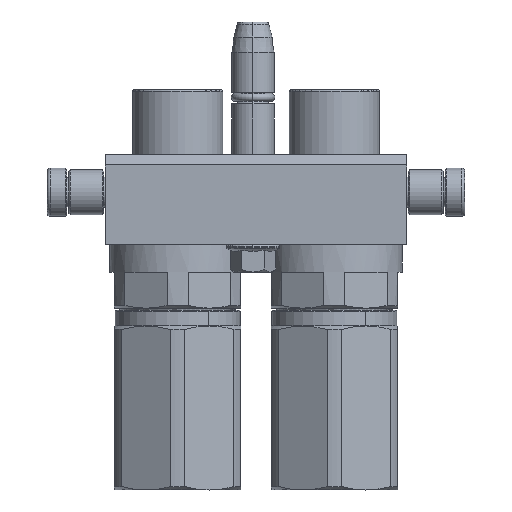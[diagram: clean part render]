
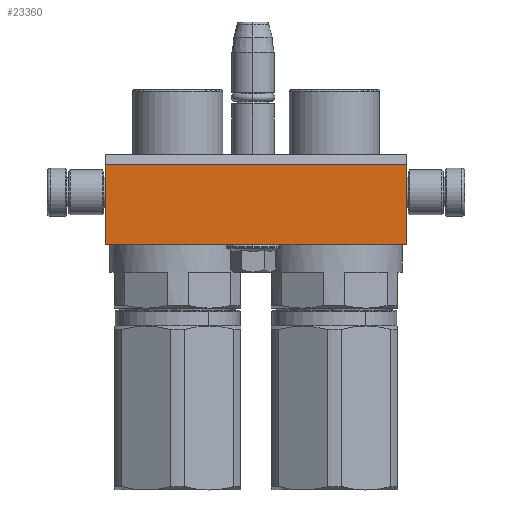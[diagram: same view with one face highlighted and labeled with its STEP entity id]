
A CAD part, left-side view. The second image highlights one B-rep face of the part: STEP entity #23360.
In plain terms, the highlighted face is planar.
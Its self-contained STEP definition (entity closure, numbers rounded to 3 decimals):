
#1108 = EDGE_CURVE ( 'NONE', #28928, #29333, #15882, .T. ) ;
#1722 = EDGE_CURVE ( 'NONE', #29333, #27446, #14322, .T. ) ;
#1741 = CARTESIAN_POINT ( 'NONE',  ( -50., 11.536, 56. ) ) ;
#3169 = ORIENTED_EDGE ( 'NONE', *, *, #1108, .F. ) ;
#3198 = EDGE_CURVE ( 'NONE', #5981, #27446, #21587, .T. ) ;
#4528 = VECTOR ( 'NONE', #37344, 1000. ) ;
#5981 = VERTEX_POINT ( 'NONE', #39956 ) ;
#6691 = CARTESIAN_POINT ( 'NONE',  ( 50., 11.536, 56. ) ) ;
#9778 = ORIENTED_EDGE ( 'NONE', *, *, #3198, .T. ) ;
#11878 = EDGE_LOOP ( 'NONE', ( #3169, #28332, #9778, #37745 ) ) ;
#11898 = CARTESIAN_POINT ( 'NONE',  ( -50., -15., 56. ) ) ;
#13519 = DIRECTION ( 'NONE',  ( 0., 1., 0. ) ) ;
#14322 = LINE ( 'NONE', #20493, #21792 ) ;
#14595 = PLANE ( 'NONE',  #27670 ) ;
#14838 = FACE_OUTER_BOUND ( 'NONE', #11878, .T. ) ;
#15882 = LINE ( 'NONE', #26050, #37075 ) ;
#17418 = LINE ( 'NONE', #18617, #4528 ) ;
#18617 = CARTESIAN_POINT ( 'NONE',  ( -50., -15., 56. ) ) ;
#20493 = CARTESIAN_POINT ( 'NONE',  ( -50., 11.536, 56. ) ) ;
#21401 = DIRECTION ( 'NONE',  ( 0., 0., 1. ) ) ;
#21587 = LINE ( 'NONE', #26216, #23555 ) ;
#21792 = VECTOR ( 'NONE', #36044, 1000. ) ;
#23360 = ADVANCED_FACE ( 'NONE', ( #14838 ), #14595, .T. ) ;
#23555 = VECTOR ( 'NONE', #13519, 1000. ) ;
#25780 = DIRECTION ( 'NONE',  ( 0., 1., 0. ) ) ;
#26050 = CARTESIAN_POINT ( 'NONE',  ( -50., -15., 56. ) ) ;
#26216 = CARTESIAN_POINT ( 'NONE',  ( 50., -15., 56. ) ) ;
#27446 = VERTEX_POINT ( 'NONE', #6691 ) ;
#27670 = AXIS2_PLACEMENT_3D ( 'NONE', #36813, #21401, #39990 ) ;
#28332 = ORIENTED_EDGE ( 'NONE', *, *, #33328, .T. ) ;
#28928 = VERTEX_POINT ( 'NONE', #11898 ) ;
#29333 = VERTEX_POINT ( 'NONE', #1741 ) ;
#33328 = EDGE_CURVE ( 'NONE', #28928, #5981, #17418, .T. ) ;
#36044 = DIRECTION ( 'NONE',  ( 1., 0., 0. ) ) ;
#36813 = CARTESIAN_POINT ( 'NONE',  ( -50., -15., 56. ) ) ;
#37075 = VECTOR ( 'NONE', #25780, 1000. ) ;
#37344 = DIRECTION ( 'NONE',  ( 1., 0., 0. ) ) ;
#37745 = ORIENTED_EDGE ( 'NONE', *, *, #1722, .F. ) ;
#39956 = CARTESIAN_POINT ( 'NONE',  ( 50., -15., 56. ) ) ;
#39990 = DIRECTION ( 'NONE',  ( 1., 0., 0. ) ) ;
